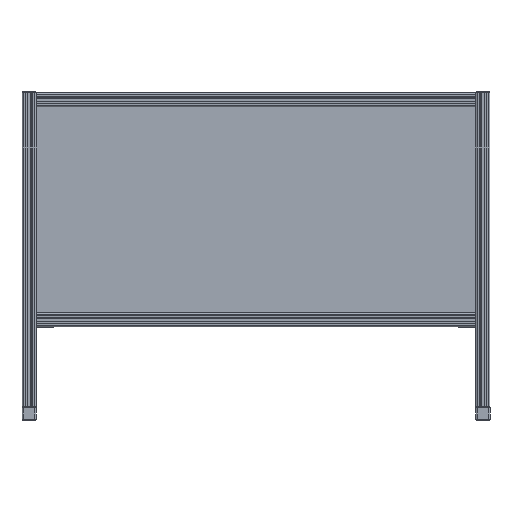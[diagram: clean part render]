
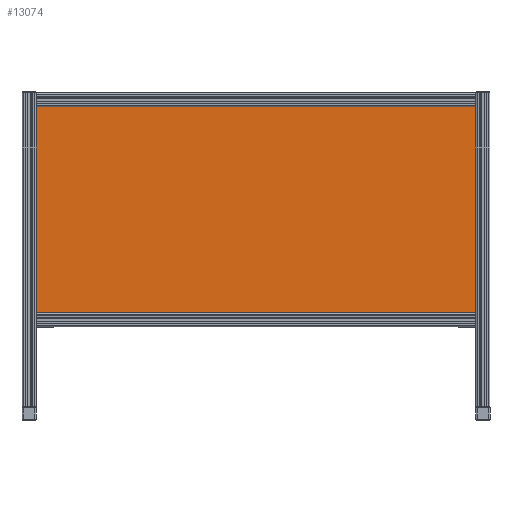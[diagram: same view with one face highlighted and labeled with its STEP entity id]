
A CAD part, front view. The second image highlights one B-rep face of the part: STEP entity #13074.
In plain terms, the highlighted face is planar.
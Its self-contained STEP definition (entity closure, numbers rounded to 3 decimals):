
#1411=PLANE('',#14414);
#2046=FACE_OUTER_BOUND('',#2744,.T.);
#2744=EDGE_LOOP('',(#12428,#12429,#12430,#12431));
#4474=LINE('',#22292,#5712);
#4477=LINE('',#22297,#5715);
#4479=LINE('',#22301,#5717);
#4481=LINE('',#22304,#5719);
#5712=VECTOR('',#17998,10.);
#5715=VECTOR('',#18003,10.);
#5717=VECTOR('',#18007,10.);
#5719=VECTOR('',#18011,10.);
#6932=VERTEX_POINT('',#22290);
#6933=VERTEX_POINT('',#22291);
#6934=VERTEX_POINT('',#22296);
#6935=VERTEX_POINT('',#22300);
#8760=EDGE_CURVE('',#6932,#6933,#4474,.T.);
#8763=EDGE_CURVE('',#6933,#6934,#4477,.T.);
#8765=EDGE_CURVE('',#6934,#6935,#4479,.T.);
#8767=EDGE_CURVE('',#6935,#6932,#4481,.T.);
#12428=ORIENTED_EDGE('',*,*,#8760,.F.);
#12429=ORIENTED_EDGE('',*,*,#8767,.F.);
#12430=ORIENTED_EDGE('',*,*,#8765,.F.);
#12431=ORIENTED_EDGE('',*,*,#8763,.F.);
#13074=ADVANCED_FACE('',(#2046),#1411,.T.);
#14414=AXIS2_PLACEMENT_3D('',#22305,#18012,#18013);
#17998=DIRECTION('',(0.,-1.,0.));
#18003=DIRECTION('',(-1.,0.,0.));
#18007=DIRECTION('',(0.,1.,0.));
#18011=DIRECTION('',(1.,0.,0.));
#18012=DIRECTION('center_axis',(0.,0.,1.));
#18013=DIRECTION('ref_axis',(1.,0.,0.));
#22290=CARTESIAN_POINT('',(477.5,227.5,2.));
#22291=CARTESIAN_POINT('',(477.5,-227.5,2.));
#22292=CARTESIAN_POINT('',(477.5,227.5,2.));
#22296=CARTESIAN_POINT('',(-477.5,-227.5,2.));
#22297=CARTESIAN_POINT('',(477.5,-227.5,2.));
#22300=CARTESIAN_POINT('',(-477.5,227.5,2.));
#22301=CARTESIAN_POINT('',(-477.5,-227.5,2.));
#22304=CARTESIAN_POINT('',(-477.5,227.5,2.));
#22305=CARTESIAN_POINT('Origin',(0.,0.,2.));
